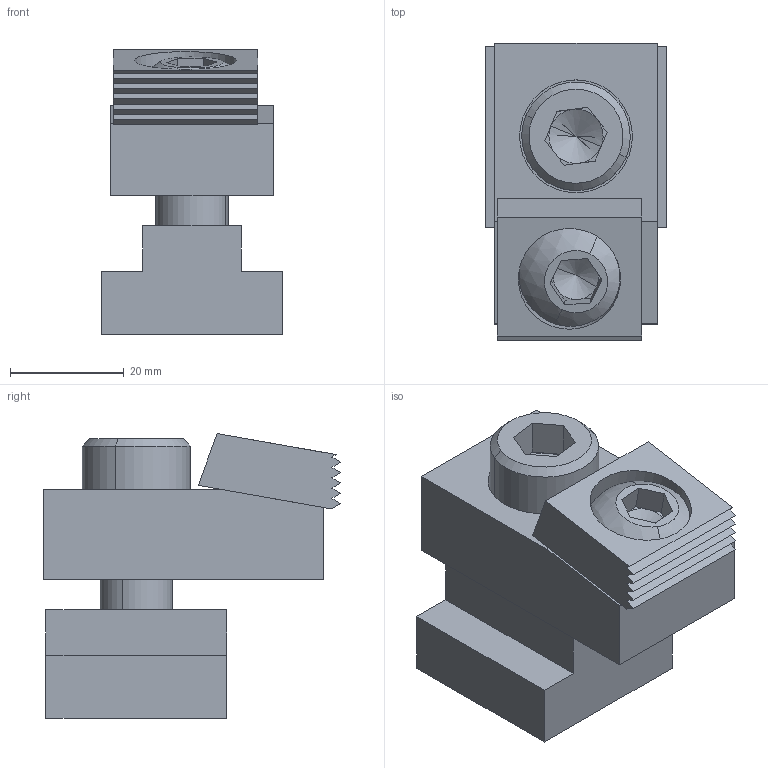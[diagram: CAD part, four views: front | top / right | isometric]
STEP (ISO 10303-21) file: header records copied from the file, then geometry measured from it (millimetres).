
FILE_DESCRIPTION (( 'STEP AP214' ), '1' );
FILE_NAME ('SW3dPS-54018.step.step', '2009-11-02T08:32:19', ( 'SysAdmin' ), ( 'SolidWorks' ), 'SwSTEP 2.0', 'SolidWorks 2009', '' );
FILE_SCHEMA (( 'AUTOMOTIVE_DESIGN' ));
Length unit declared in the file: inch
Products named in the file (6): SW3dPS-54018.step_10373; SW3dPS-54018.step_T-NUT; SW3dPS-54018.step_1000; SW3dPS-54018.step; SW3dPS-54018.step_Socket Head Cap Screw_AI; SW3dPS-54018.step_24128
Assembly tree (5 placements, depth 2):
  SW3dPS-54018.step
    SW3dPS-54018.step_10373
    SW3dPS-54018.step_T-NUT
    SW3dPS-54018.step_24128
    SW3dPS-54018.step_1000
    SW3dPS-54018.step_Socket Head Cap Screw_AI
Bounding box: 31.75 x 52.24 x 50 mm (x, y, z)
Volume: 44325.2 mm3; surface area: 17122.3 mm2
Topology: 5 solids, 5 shells, 99 faces, 231 edges, 144 vertices
Faces by surface type: plane 65, cylinder 20, cone 10, sphere 2, torus 2
Entity records: 3146 total; most frequent: CARTESIAN_POINT 581, DIRECTION 497, ORIENTED_EDGE 454, EDGE_CURVE 227, AXIS2_PLACEMENT_3D 169, LINE 159, VECTOR 159, VERTEX_POINT 144
